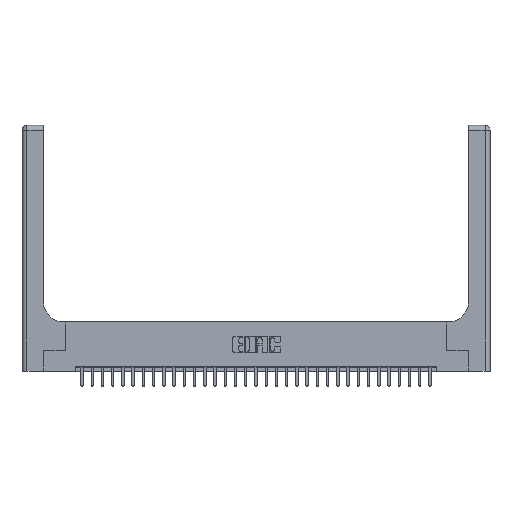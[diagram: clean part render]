
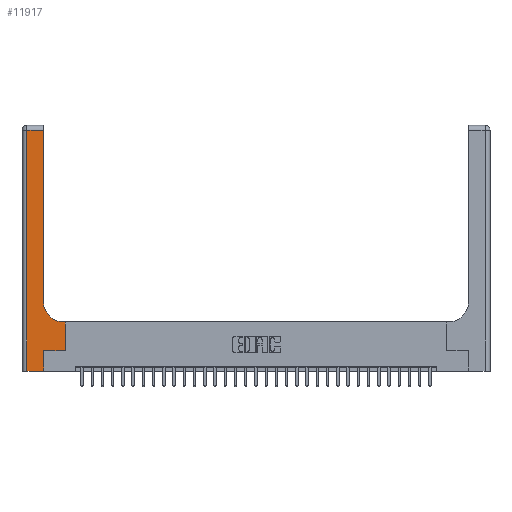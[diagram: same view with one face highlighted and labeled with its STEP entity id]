
A CAD part, top view. The second image highlights one B-rep face of the part: STEP entity #11917.
In plain terms, the highlighted planar face has unit normal (0, 0, 1).
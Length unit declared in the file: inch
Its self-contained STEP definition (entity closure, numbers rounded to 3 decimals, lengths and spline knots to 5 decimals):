
#236 = DIRECTION ( 'NONE',  ( 0., 1., 0. ) ) ;
#782 = VECTOR ( 'NONE', #23485, 39.37008 ) ;
#805 = CARTESIAN_POINT ( 'NONE',  ( 0., 2.94, 0.37 ) ) ;
#925 = DIRECTION ( 'NONE',  ( 0., 0., -1. ) ) ;
#2224 = VECTOR ( 'NONE', #8165, 39.37008 ) ;
#2735 = AXIS2_PLACEMENT_3D ( 'NONE', #3588, #925, #7926 ) ;
#3588 = CARTESIAN_POINT ( 'NONE',  ( 0.51, 0.85, 0.37 ) ) ;
#3831 = VECTOR ( 'NONE', #236, 39.37008 ) ;
#3894 = VECTOR ( 'NONE', #22465, 39.37008 ) ;
#4242 = LINE ( 'NONE', #29506, #3894 ) ;
#4593 = LINE ( 'NONE', #5042, #7383 ) ;
#4886 = ORIENTED_EDGE ( 'NONE', *, *, #5759, .T. ) ;
#5042 = CARTESIAN_POINT ( 'NONE',  ( 0.265, 0.25, 0.37 ) ) ;
#5276 = ORIENTED_EDGE ( 'NONE', *, *, #21262, .T. ) ;
#5468 = VERTEX_POINT ( 'NONE', #5905 ) ;
#5759 = EDGE_CURVE ( 'NONE', #14241, #11037, #12009, .T. ) ;
#5905 = CARTESIAN_POINT ( 'NONE',  ( 0.265, 0.25, 0.37 ) ) ;
#6101 = FACE_OUTER_BOUND ( 'NONE', #15731, .T. ) ;
#6105 = VECTOR ( 'NONE', #26158, 39.37008 ) ;
#6121 = EDGE_CURVE ( 'NONE', #29074, #5468, #4242, .T. ) ;
#6254 = DIRECTION ( 'NONE',  ( -1., 0., 0. ) ) ;
#6531 = VECTOR ( 'NONE', #12423, 39.37008 ) ;
#6633 = CARTESIAN_POINT ( 'NONE',  ( 0.26, 2.94, 0.37 ) ) ;
#7383 = VECTOR ( 'NONE', #20885, 39.37008 ) ;
#7926 = DIRECTION ( 'NONE',  ( 1., 0., 0. ) ) ;
#8052 = LINE ( 'NONE', #24209, #6105 ) ;
#8165 = DIRECTION ( 'NONE',  ( 0., 1., 0. ) ) ;
#8294 = VERTEX_POINT ( 'NONE', #23814 ) ;
#8434 = CIRCLE ( 'NONE', #2735, 0.25 ) ;
#8772 = CARTESIAN_POINT ( 'NONE',  ( 0.26, 0.85, 0.37 ) ) ;
#9011 = ORIENTED_EDGE ( 'NONE', *, *, #11835, .T. ) ;
#9251 = CARTESIAN_POINT ( 'NONE',  ( 0., 0., 0.37 ) ) ;
#9713 = LINE ( 'NONE', #19843, #2224 ) ;
#11037 = VERTEX_POINT ( 'NONE', #18947 ) ;
#11835 = EDGE_CURVE ( 'NONE', #11037, #24078, #8052, .T. ) ;
#11917 = ADVANCED_FACE ( 'NONE', ( #6101 ), #12517, .F. ) ;
#12009 = LINE ( 'NONE', #21148, #3831 ) ;
#12423 = DIRECTION ( 'NONE',  ( 0., -1., 0. ) ) ;
#12517 = PLANE ( 'NONE',  #25191 ) ;
#12723 = EDGE_CURVE ( 'NONE', #8294, #26825, #23812, .T. ) ;
#13396 = ORIENTED_EDGE ( 'NONE', *, *, #12723, .T. ) ;
#13731 = VECTOR ( 'NONE', #23148, 39.37008 ) ;
#14241 = VERTEX_POINT ( 'NONE', #17236 ) ;
#15169 = ORIENTED_EDGE ( 'NONE', *, *, #21657, .T. ) ;
#15231 = ORIENTED_EDGE ( 'NONE', *, *, #19288, .T. ) ;
#15731 = EDGE_LOOP ( 'NONE', ( #15169, #5276, #13396, #21591, #24872, #15231, #4886, #9011, #21175 ) ) ;
#16118 = EDGE_CURVE ( 'NONE', #26825, #29074, #16139, .T. ) ;
#16139 = LINE ( 'NONE', #9251, #13731 ) ;
#16225 = VERTEX_POINT ( 'NONE', #8772 ) ;
#17067 = LINE ( 'NONE', #805, #782 ) ;
#17084 = CARTESIAN_POINT ( 'NONE',  ( 0.06, 3., 0.37 ) ) ;
#17236 = CARTESIAN_POINT ( 'NONE',  ( 0.528, 0.25, 0.37 ) ) ;
#18947 = CARTESIAN_POINT ( 'NONE',  ( 0.528, 0.6, 0.37 ) ) ;
#19288 = EDGE_CURVE ( 'NONE', #5468, #14241, #4593, .T. ) ;
#19718 = CARTESIAN_POINT ( 'NONE',  ( 0., 3., 0.37 ) ) ;
#19843 = CARTESIAN_POINT ( 'NONE',  ( 0.26, 3., 0.37 ) ) ;
#20885 = DIRECTION ( 'NONE',  ( 1., 0., 0. ) ) ;
#21148 = CARTESIAN_POINT ( 'NONE',  ( 0.528, 0.25, 0.37 ) ) ;
#21175 = ORIENTED_EDGE ( 'NONE', *, *, #24425, .T. ) ;
#21262 = EDGE_CURVE ( 'NONE', #22325, #8294, #17067, .T. ) ;
#21591 = ORIENTED_EDGE ( 'NONE', *, *, #16118, .T. ) ;
#21657 = EDGE_CURVE ( 'NONE', #16225, #22325, #9713, .T. ) ;
#22325 = VERTEX_POINT ( 'NONE', #6633 ) ;
#22465 = DIRECTION ( 'NONE',  ( 0., 1., 0. ) ) ;
#22737 = CARTESIAN_POINT ( 'NONE',  ( 0.51, 0.6, 0.37 ) ) ;
#23148 = DIRECTION ( 'NONE',  ( 1., 0., 0. ) ) ;
#23485 = DIRECTION ( 'NONE',  ( -1., 0., 0. ) ) ;
#23812 = LINE ( 'NONE', #17084, #6531 ) ;
#23814 = CARTESIAN_POINT ( 'NONE',  ( 0.06, 2.94, 0.37 ) ) ;
#24078 = VERTEX_POINT ( 'NONE', #22737 ) ;
#24209 = CARTESIAN_POINT ( 'NONE',  ( 0.26, 0.6, 0.37 ) ) ;
#24425 = EDGE_CURVE ( 'NONE', #24078, #16225, #8434, .T. ) ;
#24475 = CARTESIAN_POINT ( 'NONE',  ( 0.265, 0., 0.37 ) ) ;
#24872 = ORIENTED_EDGE ( 'NONE', *, *, #6121, .T. ) ;
#25191 = AXIS2_PLACEMENT_3D ( 'NONE', #19718, #28831, #6254 ) ;
#26158 = DIRECTION ( 'NONE',  ( -1., 0., 0. ) ) ;
#26825 = VERTEX_POINT ( 'NONE', #29265 ) ;
#28831 = DIRECTION ( 'NONE',  ( 0., 0., -1. ) ) ;
#29074 = VERTEX_POINT ( 'NONE', #24475 ) ;
#29265 = CARTESIAN_POINT ( 'NONE',  ( 0.06, 0., 0.37 ) ) ;
#29506 = CARTESIAN_POINT ( 'NONE',  ( 0.265, 0., 0.37 ) ) ;
